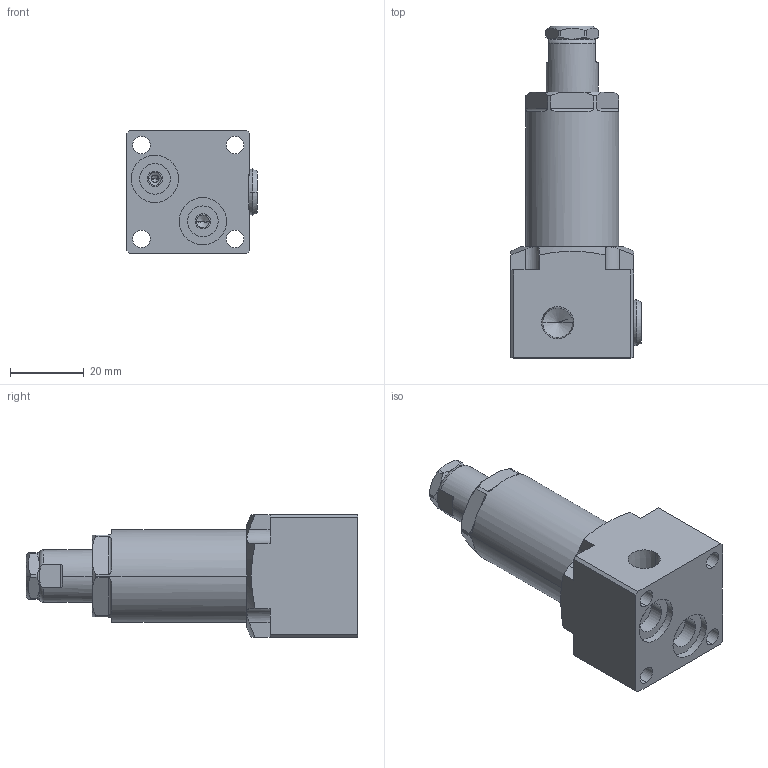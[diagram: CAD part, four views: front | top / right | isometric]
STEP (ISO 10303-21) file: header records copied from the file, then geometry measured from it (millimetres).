
FILE_DESCRIPTION((''),'2;1');
FILE_NAME('ILC10080626','2020-06-22T',('Asawyer'),(''),'PRO/ENGINEER BY PARAMETRIC TECHNOLOGY CORPORATION, 2013320','PRO/ENGINEER BY PARAMETRIC TECHNOLOGY CORPORATION, 2013320','');
FILE_SCHEMA(('CONFIG_CONTROL_DESIGN'));
Length unit declared in the file: inch
Products named in the file (1): ILC10080626
Bounding box: 35.33 x 89.98 x 33.34 mm (x, y, z)
Volume: 50786.7 mm3; surface area: 13841.9 mm2
Topology: 1 solids, 7 shells, 177 faces, 448 edges, 288 vertices
Faces by surface type: plane 70, cylinder 63, cone 40, torus 4
Entity records: 5843 total; most frequent: CARTESIAN_POINT 1546, DIRECTION 896, ORIENTED_EDGE 864, EDGE_CURVE 440, AXIS2_PLACEMENT_3D 350, VERTEX_POINT 288, EDGE_LOOP 204, VECTOR 196
